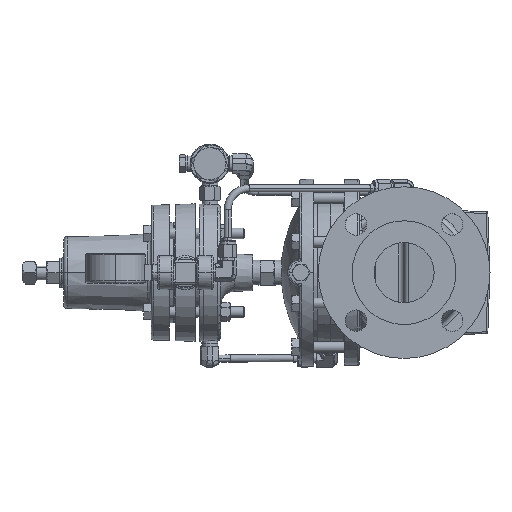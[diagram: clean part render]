
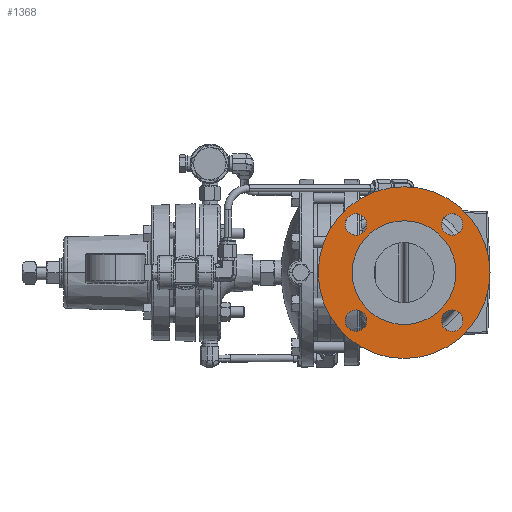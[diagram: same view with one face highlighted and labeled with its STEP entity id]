
A CAD part, left-side view. The second image highlights one B-rep face of the part: STEP entity #1368.
In plain terms, the highlighted planar face has unit normal (-1, 0, 0).
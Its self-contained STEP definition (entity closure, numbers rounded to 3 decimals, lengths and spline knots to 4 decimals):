
#219 = ORIENTED_EDGE ( 'NONE', *, *, #28046, .T. ) ;
#1368 = ADVANCED_FACE ( 'NONE', ( #58612, #62320, #54833, #86831, #22681, #147176 ), #89972, .T. ) ;
#1936 = CIRCLE ( 'NONE', #77679, 1.8125 ) ;
#2904 = ORIENTED_EDGE ( 'NONE', *, *, #126065, .F. ) ;
#3935 = AXIS2_PLACEMENT_3D ( 'NONE', #42071, #126406, #54212 ) ;
#4635 = VERTEX_POINT ( 'NONE', #120364 ) ;
#5002 = VERTEX_POINT ( 'NONE', #127633 ) ;
#5570 = CARTESIAN_POINT ( 'NONE',  ( -4.5005, 1.8125, 0. ) ) ;
#8045 = DIRECTION ( 'NONE',  ( 0., 0., 1. ) ) ;
#10360 = DIRECTION ( 'NONE',  ( 0., 0., 1. ) ) ;
#10482 = EDGE_CURVE ( 'NONE', #4635, #5002, #149445, .T. ) ;
#14542 = EDGE_CURVE ( 'NONE', #58997, #119923, #112844, .T. ) ;
#15595 = ORIENTED_EDGE ( 'NONE', *, *, #10482, .F. ) ;
#17209 = CARTESIAN_POINT ( 'NONE',  ( -4.5005, -1.6794, -1.6794 ) ) ;
#17847 = ORIENTED_EDGE ( 'NONE', *, *, #38048, .F. ) ;
#18521 = DIRECTION ( 'NONE',  ( -1., 0., 0. ) ) ;
#21765 = CARTESIAN_POINT ( 'NONE',  ( -4.5005, 0., -3. ) ) ;
#22681 = FACE_BOUND ( 'NONE', #144815, .T. ) ;
#25267 = DIRECTION ( 'NONE',  ( -1., 0., 0. ) ) ;
#25428 = CARTESIAN_POINT ( 'NONE',  ( -4.5005, 1.6794, -1.6794 ) ) ;
#27774 = CARTESIAN_POINT ( 'NONE',  ( -4.5005, 1.6794, -1.6794 ) ) ;
#28046 = EDGE_CURVE ( 'NONE', #52305, #136173, #35931, .T. ) ;
#28697 = AXIS2_PLACEMENT_3D ( 'NONE', #154842, #82651, #10360 ) ;
#29345 = DIRECTION ( 'NONE',  ( 0., 0., 1. ) ) ;
#29858 = DIRECTION ( 'NONE',  ( 0., 0., -1. ) ) ;
#35931 = CIRCLE ( 'NONE', #139535, 3. ) ;
#36816 = VERTEX_POINT ( 'NONE', #42087 ) ;
#37622 = DIRECTION ( 'NONE',  ( 0., 0., 1. ) ) ;
#38048 = EDGE_CURVE ( 'NONE', #5002, #4635, #83453, .T. ) ;
#39350 = AXIS2_PLACEMENT_3D ( 'NONE', #27774, #112090, #39960 ) ;
#39960 = DIRECTION ( 'NONE',  ( 0., 0., 1. ) ) ;
#42071 = CARTESIAN_POINT ( 'NONE',  ( -4.5005, 0., 0. ) ) ;
#42087 = CARTESIAN_POINT ( 'NONE',  ( -4.5005, -1.6794, -2.0544 ) ) ;
#42420 = AXIS2_PLACEMENT_3D ( 'NONE', #61040, #145369, #73191 ) ;
#42792 = DIRECTION ( 'NONE',  ( -1., 0., 0. ) ) ;
#44962 = AXIS2_PLACEMENT_3D ( 'NONE', #55313, #139554, #67413 ) ;
#45982 = AXIS2_PLACEMENT_3D ( 'NONE', #5570, #102069, #29858 ) ;
#46142 = CIRCLE ( 'NONE', #144487, 0.375 ) ;
#47192 = CARTESIAN_POINT ( 'NONE',  ( -4.5005, 0., 1.8125 ) ) ;
#48290 = VERTEX_POINT ( 'NONE', #112014 ) ;
#49000 = CIRCLE ( 'NONE', #44962, 0.375 ) ;
#49077 = ORIENTED_EDGE ( 'NONE', *, *, #137717, .F. ) ;
#49149 = ORIENTED_EDGE ( 'NONE', *, *, #58609, .F. ) ;
#52305 = VERTEX_POINT ( 'NONE', #121072 ) ;
#53554 = EDGE_CURVE ( 'NONE', #136173, #52305, #83591, .T. ) ;
#53675 = ORIENTED_EDGE ( 'NONE', *, *, #93765, .F. ) ;
#54212 = DIRECTION ( 'NONE',  ( 0., 0., 1. ) ) ;
#54833 = FACE_BOUND ( 'NONE', #64298, .T. ) ;
#55313 = CARTESIAN_POINT ( 'NONE',  ( -4.5005, -1.6794, -1.6794 ) ) ;
#56682 = ORIENTED_EDGE ( 'NONE', *, *, #150503, .F. ) ;
#56896 = EDGE_LOOP ( 'NONE', ( #49149, #2904 ) ) ;
#58609 = EDGE_CURVE ( 'NONE', #83582, #36816, #49000, .T. ) ;
#58612 = FACE_BOUND ( 'NONE', #73948, .T. ) ;
#58997 = VERTEX_POINT ( 'NONE', #47192 ) ;
#60535 = CARTESIAN_POINT ( 'NONE',  ( -4.5005, 1.6794, 1.3044 ) ) ;
#61040 = CARTESIAN_POINT ( 'NONE',  ( -4.5005, -1.6794, 1.6794 ) ) ;
#62320 = FACE_BOUND ( 'NONE', #56896, .T. ) ;
#64082 = CARTESIAN_POINT ( 'NONE',  ( -4.5005, 0., 0. ) ) ;
#64298 = EDGE_LOOP ( 'NONE', ( #15595, #17847 ) ) ;
#66844 = CIRCLE ( 'NONE', #138845, 0.375 ) ;
#67413 = DIRECTION ( 'NONE',  ( 0., 0., 1. ) ) ;
#73191 = DIRECTION ( 'NONE',  ( 0., 0., 1. ) ) ;
#73948 = EDGE_LOOP ( 'NONE', ( #140435, #49077 ) ) ;
#76257 = DIRECTION ( 'NONE',  ( 0., 0., 1. ) ) ;
#77679 = AXIS2_PLACEMENT_3D ( 'NONE', #64082, #148425, #76257 ) ;
#80347 = DIRECTION ( 'NONE',  ( -1., 0., 0. ) ) ;
#82651 = DIRECTION ( 'NONE',  ( -1., 0., 0. ) ) ;
#82664 = EDGE_CURVE ( 'NONE', #153737, #48290, #136231, .T. ) ;
#83453 = CIRCLE ( 'NONE', #39350, 0.375 ) ;
#83582 = VERTEX_POINT ( 'NONE', #117760 ) ;
#83591 = CIRCLE ( 'NONE', #3935, 3. ) ;
#86417 = EDGE_LOOP ( 'NONE', ( #56682, #152205 ) ) ;
#86831 = FACE_BOUND ( 'NONE', #86417, .T. ) ;
#86935 = VERTEX_POINT ( 'NONE', #60535 ) ;
#87324 = CIRCLE ( 'NONE', #28697, 0.375 ) ;
#89026 = CIRCLE ( 'NONE', #42420, 0.375 ) ;
#89972 = PLANE ( 'NONE',  #45982 ) ;
#90765 = CARTESIAN_POINT ( 'NONE',  ( -4.5005, -1.6794, 1.6794 ) ) ;
#93765 = EDGE_CURVE ( 'NONE', #119923, #58997, #1936, .T. ) ;
#94811 = EDGE_LOOP ( 'NONE', ( #219, #124182 ) ) ;
#97524 = CARTESIAN_POINT ( 'NONE',  ( -4.5005, 1.6794, 1.6794 ) ) ;
#101554 = DIRECTION ( 'NONE',  ( -1., 0., 0. ) ) ;
#102069 = DIRECTION ( 'NONE',  ( -1., 0., 0. ) ) ;
#102861 = DIRECTION ( 'NONE',  ( 0., 0., 1. ) ) ;
#103526 = ORIENTED_EDGE ( 'NONE', *, *, #14542, .F. ) ;
#107468 = AXIS2_PLACEMENT_3D ( 'NONE', #90765, #18521, #102861 ) ;
#109608 = DIRECTION ( 'NONE',  ( 0., 0., 1. ) ) ;
#109757 = DIRECTION ( 'NONE',  ( -1., 0., 0. ) ) ;
#110350 = AXIS2_PLACEMENT_3D ( 'NONE', #25428, #109757, #37622 ) ;
#112014 = CARTESIAN_POINT ( 'NONE',  ( -4.5005, -1.6794, 1.3044 ) ) ;
#112090 = DIRECTION ( 'NONE',  ( -1., 0., 0. ) ) ;
#112844 = CIRCLE ( 'NONE', #154589, 1.8125 ) ;
#113750 = EDGE_CURVE ( 'NONE', #86935, #149314, #87324, .T. ) ;
#114961 = CARTESIAN_POINT ( 'NONE',  ( -4.5005, 0., 0. ) ) ;
#115258 = CARTESIAN_POINT ( 'NONE',  ( -4.5005, 0., -1.8125 ) ) ;
#117760 = CARTESIAN_POINT ( 'NONE',  ( -4.5005, -1.6794, -1.3044 ) ) ;
#119923 = VERTEX_POINT ( 'NONE', #115258 ) ;
#120364 = CARTESIAN_POINT ( 'NONE',  ( -4.5005, 1.6794, -1.3044 ) ) ;
#121072 = CARTESIAN_POINT ( 'NONE',  ( -4.5005, 0., 3. ) ) ;
#124182 = ORIENTED_EDGE ( 'NONE', *, *, #53554, .T. ) ;
#126065 = EDGE_CURVE ( 'NONE', #36816, #83582, #66844, .T. ) ;
#126406 = DIRECTION ( 'NONE',  ( -1., 0., 0. ) ) ;
#126444 = CARTESIAN_POINT ( 'NONE',  ( -4.5005, 1.6794, 2.0544 ) ) ;
#127118 = DIRECTION ( 'NONE',  ( 0., 0., 1. ) ) ;
#127633 = CARTESIAN_POINT ( 'NONE',  ( -4.5005, 1.6794, -2.0544 ) ) ;
#136173 = VERTEX_POINT ( 'NONE', #21765 ) ;
#136231 = CIRCLE ( 'NONE', #107468, 0.375 ) ;
#137717 = EDGE_CURVE ( 'NONE', #48290, #153737, #89026, .T. ) ;
#138845 = AXIS2_PLACEMENT_3D ( 'NONE', #17209, #101554, #29345 ) ;
#139535 = AXIS2_PLACEMENT_3D ( 'NONE', #152516, #80347, #8045 ) ;
#139554 = DIRECTION ( 'NONE',  ( -1., 0., 0. ) ) ;
#140435 = ORIENTED_EDGE ( 'NONE', *, *, #82664, .F. ) ;
#144487 = AXIS2_PLACEMENT_3D ( 'NONE', #97524, #25267, #109608 ) ;
#144815 = EDGE_LOOP ( 'NONE', ( #103526, #53675 ) ) ;
#145369 = DIRECTION ( 'NONE',  ( -1., 0., 0. ) ) ;
#147176 = FACE_OUTER_BOUND ( 'NONE', #94811, .T. ) ;
#148425 = DIRECTION ( 'NONE',  ( -1., 0., 0. ) ) ;
#149314 = VERTEX_POINT ( 'NONE', #126444 ) ;
#149445 = CIRCLE ( 'NONE', #110350, 0.375 ) ;
#150367 = CARTESIAN_POINT ( 'NONE',  ( -4.5005, -1.6794, 2.0544 ) ) ;
#150503 = EDGE_CURVE ( 'NONE', #149314, #86935, #46142, .T. ) ;
#152205 = ORIENTED_EDGE ( 'NONE', *, *, #113750, .F. ) ;
#152516 = CARTESIAN_POINT ( 'NONE',  ( -4.5005, 0., 0. ) ) ;
#153737 = VERTEX_POINT ( 'NONE', #150367 ) ;
#154589 = AXIS2_PLACEMENT_3D ( 'NONE', #114961, #42792, #127118 ) ;
#154842 = CARTESIAN_POINT ( 'NONE',  ( -4.5005, 1.6794, 1.6794 ) ) ;
